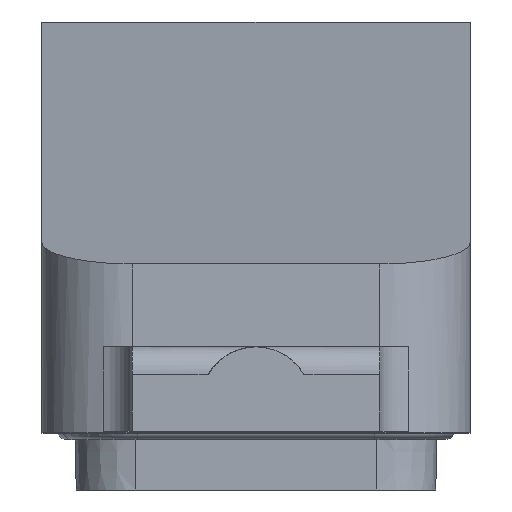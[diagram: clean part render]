
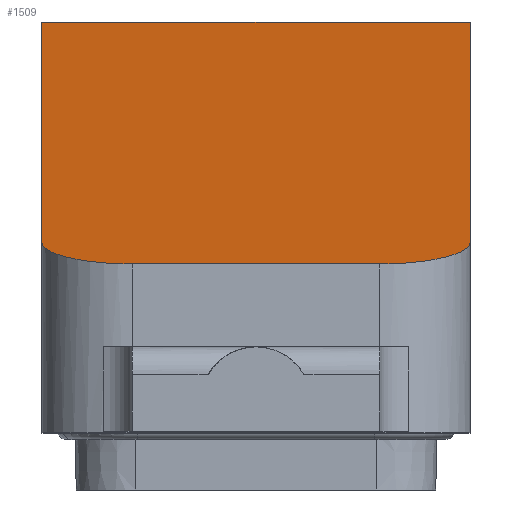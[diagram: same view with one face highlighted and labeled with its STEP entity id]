
A CAD part, left-side view. The second image highlights one B-rep face of the part: STEP entity #1509.
In plain terms, the highlighted planar face has unit normal (-0.235, 0, 0.972).
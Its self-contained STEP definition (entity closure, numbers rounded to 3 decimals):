
#1308=FACE_OUTER_BOUND('',#1913,.T.);
#1459=ELLIPSE('',#5792,13.476,13.1);
#1460=ELLIPSE('',#5800,13.476,13.1);
#1509=ADVANCED_FACE('',(#1308),#1682,.T.);
#1682=PLANE('',#5804);
#1913=EDGE_LOOP('',(#2390,#2391,#2392,#2393,#2394,#2395));
#2390=ORIENTED_EDGE('',*,*,#3505,.T.);
#2391=ORIENTED_EDGE('',*,*,#3682,.T.);
#2392=ORIENTED_EDGE('',*,*,#3656,.F.);
#2393=ORIENTED_EDGE('',*,*,#3678,.F.);
#2394=ORIENTED_EDGE('',*,*,#3648,.T.);
#2395=ORIENTED_EDGE('',*,*,#3668,.T.);
#3158=VERTEX_POINT('',#7365);
#3159=VERTEX_POINT('',#7367);
#3274=VERTEX_POINT('',#7718);
#3277=VERTEX_POINT('',#7723);
#3278=VERTEX_POINT('',#7727);
#3283=VERTEX_POINT('',#7745);
#3505=EDGE_CURVE('',#3159,#3158,#4505,.T.);
#3648=EDGE_CURVE('',#3274,#3277,#4584,.T.);
#3656=EDGE_CURVE('',#3283,#3278,#4591,.T.);
#3668=EDGE_CURVE('',#3277,#3159,#1459,.T.);
#3678=EDGE_CURVE('',#3274,#3283,#1460,.T.);
#3682=EDGE_CURVE('',#3158,#3278,#4603,.T.);
#4505=LINE('',#7366,#4951);
#4584=LINE('',#7724,#5030);
#4591=LINE('',#7746,#5037);
#4603=LINE('',#7806,#5049);
#4951=VECTOR('',#6168,1.);
#5030=VECTOR('',#6419,1.);
#5037=VECTOR('',#6428,1.);
#5049=VECTOR('',#6472,1.);
#5792=AXIS2_PLACEMENT_3D('',#7782,#6444,#6445);
#5800=AXIS2_PLACEMENT_3D('',#7800,#6463,#6464);
#5804=AXIS2_PLACEMENT_3D('',#7808,#6475,#6476);
#6168=DIRECTION('',(0.972,0.,0.235));
#6419=DIRECTION('',(0.,-1.,0.));
#6428=DIRECTION('',(0.972,0.,0.235));
#6444=DIRECTION('',(-0.235,0.,0.972));
#6445=DIRECTION('',(0.972,0.,0.235));
#6463=DIRECTION('',(0.235,0.,-0.972));
#6464=DIRECTION('',(0.972,0.,0.235));
#6472=DIRECTION('',(0.,1.,0.));
#6475=DIRECTION('',(-0.235,0.,0.972));
#6476=DIRECTION('',(-0.972,0.,-0.235));
#7365=CARTESIAN_POINT('',(64.9,-31.,59.7));
#7366=CARTESIAN_POINT('',(64.9,-31.,59.7));
#7367=CARTESIAN_POINT('',(-67.,-31.,27.862));
#7718=CARTESIAN_POINT('',(-80.1,17.9,24.7));
#7723=CARTESIAN_POINT('',(-80.1,-17.9,24.7));
#7724=CARTESIAN_POINT('',(-80.1,40.,24.7));
#7727=CARTESIAN_POINT('',(64.9,31.,59.7));
#7745=CARTESIAN_POINT('',(-67.,31.,27.862));
#7746=CARTESIAN_POINT('',(-70.976,31.,26.902));
#7782=CARTESIAN_POINT('',(-67.,-17.9,27.862));
#7800=CARTESIAN_POINT('',(-67.,17.9,27.862));
#7806=CARTESIAN_POINT('',(64.9,40.,59.7));
#7808=CARTESIAN_POINT('',(64.9,40.,59.7));
